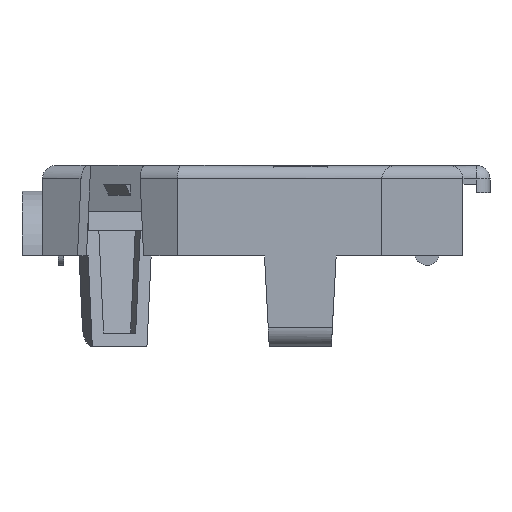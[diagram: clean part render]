
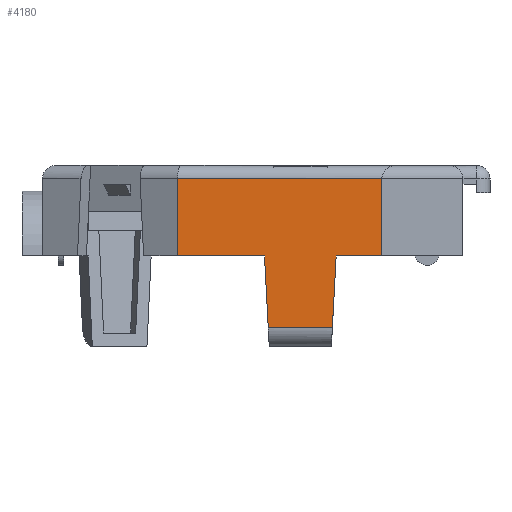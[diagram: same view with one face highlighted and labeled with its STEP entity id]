
A CAD part, left-side view. The second image highlights one B-rep face of the part: STEP entity #4180.
In plain terms, the highlighted planar face has unit normal (-1, 0, 0).
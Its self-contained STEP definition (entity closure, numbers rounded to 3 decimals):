
#2709 = VERTEX_POINT('',#2710);
#2710 = CARTESIAN_POINT('',(-20.828,10.16,8.509));
#2716 = EDGE_CURVE('',#2709,#2717,#2719,.T.);
#2717 = VERTEX_POINT('',#2718);
#2718 = CARTESIAN_POINT('',(-20.828,14.465,8.509));
#2719 = LINE('',#2720,#2721);
#2720 = CARTESIAN_POINT('',(-20.828,10.16,8.509));
#2721 = VECTOR('',#2722,1.);
#2722 = DIRECTION('',(0.,1.,0.));
#2800 = VERTEX_POINT('',#2801);
#2801 = CARTESIAN_POINT('',(-20.828,10.16,15.748));
#2807 = EDGE_CURVE('',#2709,#2800,#2808,.T.);
#2808 = LINE('',#2809,#2810);
#2809 = CARTESIAN_POINT('',(-20.828,10.16,8.509));
#2810 = VECTOR('',#2811,1.);
#2811 = DIRECTION('',(0.,0.,1.));
#4180 = ADVANCED_FACE('',(#4181),#4231,.F.);
#4181 = FACE_BOUND('',#4182,.T.);
#4182 = EDGE_LOOP('',(#4183,#4184,#4192,#4200,#4208,#4216,#4224,#4230));
#4183 = ORIENTED_EDGE('',*,*,#2807,.T.);
#4184 = ORIENTED_EDGE('',*,*,#4185,.T.);
#4185 = EDGE_CURVE('',#2800,#4186,#4188,.T.);
#4186 = VERTEX_POINT('',#4187);
#4187 = CARTESIAN_POINT('',(-20.828,29.377,15.748));
#4188 = LINE('',#4189,#4190);
#4189 = CARTESIAN_POINT('',(-20.828,10.16,15.748));
#4190 = VECTOR('',#4191,1.);
#4191 = DIRECTION('',(0.,1.,0.));
#4192 = ORIENTED_EDGE('',*,*,#4193,.F.);
#4193 = EDGE_CURVE('',#4194,#4186,#4196,.T.);
#4194 = VERTEX_POINT('',#4195);
#4195 = CARTESIAN_POINT('',(-20.828,29.377,8.509));
#4196 = LINE('',#4197,#4198);
#4197 = CARTESIAN_POINT('',(-20.828,29.377,8.509));
#4198 = VECTOR('',#4199,1.);
#4199 = DIRECTION('',(0.,0.,1.));
#4200 = ORIENTED_EDGE('',*,*,#4201,.F.);
#4201 = EDGE_CURVE('',#4202,#4194,#4204,.T.);
#4202 = VERTEX_POINT('',#4203);
#4203 = CARTESIAN_POINT('',(-20.828,21.196,8.509));
#4204 = LINE('',#4205,#4206);
#4205 = CARTESIAN_POINT('',(-20.828,10.16,8.509));
#4206 = VECTOR('',#4207,1.);
#4207 = DIRECTION('',(0.,1.,0.));
#4208 = ORIENTED_EDGE('',*,*,#4209,.F.);
#4209 = EDGE_CURVE('',#4210,#4202,#4212,.T.);
#4210 = VERTEX_POINT('',#4211);
#4211 = CARTESIAN_POINT('',(-20.828,20.844,1.778));
#4212 = LINE('',#4213,#4214);
#4213 = CARTESIAN_POINT('',(-20.828,21.196,8.509));
#4214 = VECTOR('',#4215,1.);
#4215 = DIRECTION('',(0.,0.052,
    0.999));
#4216 = ORIENTED_EDGE('',*,*,#4217,.T.);
#4217 = EDGE_CURVE('',#4210,#4218,#4220,.T.);
#4218 = VERTEX_POINT('',#4219);
#4219 = CARTESIAN_POINT('',(-20.828,14.818,1.778));
#4220 = LINE('',#4221,#4222);
#4221 = CARTESIAN_POINT('',(-20.828,10.16,1.778));
#4222 = VECTOR('',#4223,1.);
#4223 = DIRECTION('',(0.,-1.,0.));
#4224 = ORIENTED_EDGE('',*,*,#4225,.T.);
#4225 = EDGE_CURVE('',#4218,#2717,#4226,.T.);
#4226 = LINE('',#4227,#4228);
#4227 = CARTESIAN_POINT('',(-20.828,14.454,8.734));
#4228 = VECTOR('',#4229,1.);
#4229 = DIRECTION('',(0.,-0.052,
    0.999));
#4230 = ORIENTED_EDGE('',*,*,#2716,.F.);
#4231 = PLANE('',#4232);
#4232 = AXIS2_PLACEMENT_3D('',#4233,#4234,#4235);
#4233 = CARTESIAN_POINT('',(-20.828,10.16,8.509));
#4234 = DIRECTION('',(1.,0.,0.));
#4235 = DIRECTION('',(0.,0.,-1.));
